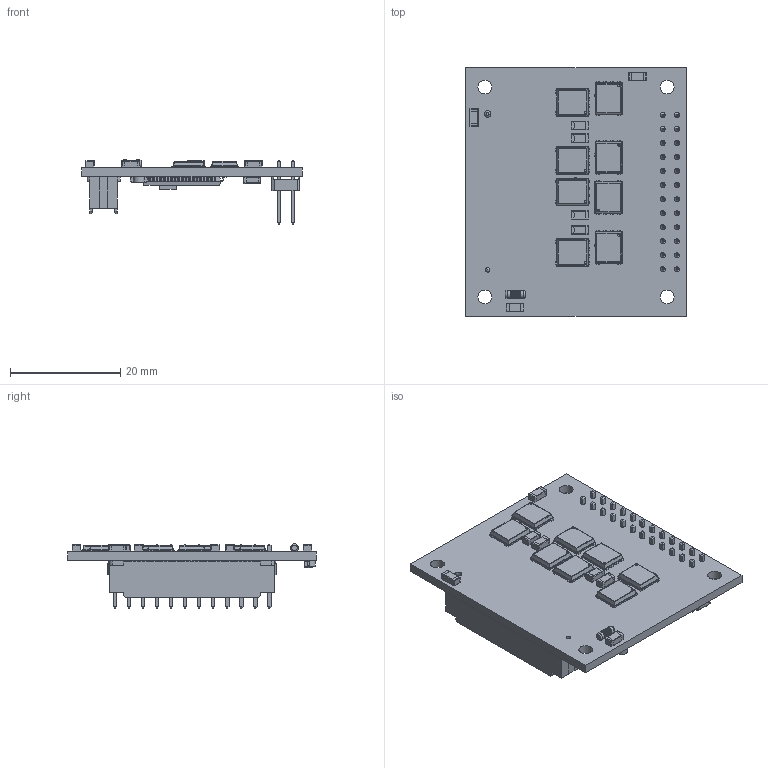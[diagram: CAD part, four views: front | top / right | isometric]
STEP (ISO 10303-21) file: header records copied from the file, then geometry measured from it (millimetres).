
FILE_DESCRIPTION(('Open CASCADE Model'),'2;1');
FILE_NAME('Open CASCADE Shape Model','2023-09-20T11:27:36',('Author'),( 'Open CASCADE'),'Open CASCADE STEP processor 6.8','Open CASCADE 6.8' ,'Unknown');
FILE_SCHEMA(('AUTOMOTIVE_DESIGN { 1 0 10303 214 1 1 1 1 }'));
Length unit declared in the file: millimetre
Products named in the file (373): PCB; Board; Open CASCADE STEP translator 6.8 3.1.1; X2; 10144518-063x0xxx_NEW; T8; User_Library-DFN5x6_SO8FL; Free-Models; SIDE_S; Extruded; SIDE_L; Extruded_2; 587257496; Cylinder; 750905040; Extruded_3; 266863104; Extruded_4; 500156144; Extruded_5; 500160368; Extruded_6; C21; C1206x125_NEW; Component1; Component2; C14; C17; C20; C22; C23; C24; C25; D1; LED1_v3; Component3; Component4; U1; User_Library-TQFP100-11; Free-Models4 ...
Assembly tree (613 placements, depth 9):
  PCB
    Board
      Open CASCADE STEP translator 6.8 3.1.1
    X2
      10144518-063x0xxx_NEW
    T8
      User_Library-DFN5x6_SO8FL
        Free-Models
          SIDE_S
            Extruded
          SIDE_L
            Extruded_2
          SIDE_L
            Extruded_2
          SIDE_S
            Extruded
          587257496
            Cylinder
          750905040
            Extruded_3
          266863104
            Extruded_4
          500156144
            Extruded_5
          500156144
            Extruded_5
          500156144
            Extruded_5
          500156144
            Extruded_5
          500160368
            Extruded_6
    C21
      C1206x125_NEW
        Component1
        Component2
    C14
      C1206x125_NEW
        Component1
        Component2
    C17
      C1206x125_NEW
        Component1
        Component2
    C20
      C1206x125_NEW
        Component1
        Component2
    C22
      C1206x125_NEW
        Component1
        Component2
    C23
      C1206x125_NEW
        Component1
        Component2
    C24
      C1206x125_NEW
        Component1
        Component2
Bounding box: 40 x 45 x 11.62 mm (x, y, z)
Volume: 4468.6 mm3; surface area: 9033.9 mm2
Topology: 434 solids, 434 shells, 6090 faces, 15175 edges, 9979 vertices
Faces by surface type: plane 5330, bspline 417, cylinder 251, sphere 65, cone 16, torus 11
Full cylindrical faces by diameter (mm): 0.7 x1, 0.8 x1, 0.9 x24, 1 x2, 1.1 x1, 1.2 x1, 1.325 x4, 1.4 x2, 2.5 x4
Entity records: 71254 total; most frequent: CARTESIAN_POINT 16332, ORIENTED_EDGE 9586, DIRECTION 8702, EDGE_CURVE 4793, LINE 3918, VECTOR 3918, VERTEX_POINT 3165, AXIS2_PLACEMENT_3D 2392
